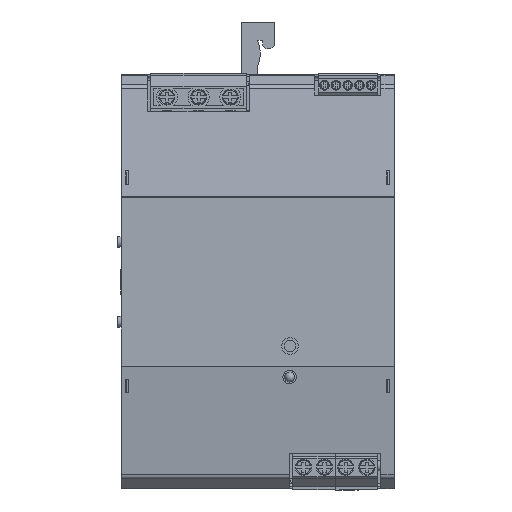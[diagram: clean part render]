
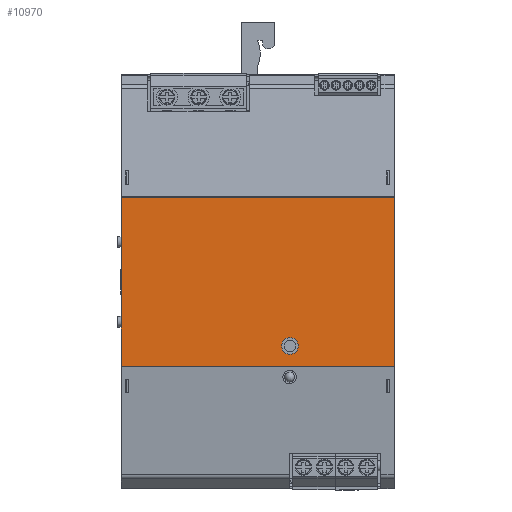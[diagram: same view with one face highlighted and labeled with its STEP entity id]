
A CAD part, front view. The second image highlights one B-rep face of the part: STEP entity #10970.
In plain terms, the highlighted planar face has unit normal (0, -1, 0).
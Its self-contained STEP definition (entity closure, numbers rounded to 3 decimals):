
#10970 = ADVANCED_FACE( '', ( #23952, #23953 ), #23954, .T. );
#23952 = FACE_OUTER_BOUND( '', #47712, .T. );
#23953 = FACE_BOUND( '', #47713, .T. );
#23954 = PLANE( '', #47714 );
#47712 = EDGE_LOOP( '', ( #86553, #86554, #86555, #86556 ) );
#47713 = EDGE_LOOP( '', ( #86557 ) );
#47714 = AXIS2_PLACEMENT_3D( '', #86558, #86559, #86560 );
#86553 = ORIENTED_EDGE( '', *, *, #103511, .F. );
#86554 = ORIENTED_EDGE( '', *, *, #104676, .F. );
#86555 = ORIENTED_EDGE( '', *, *, #100824, .T. );
#86556 = ORIENTED_EDGE( '', *, *, #102278, .T. );
#86557 = ORIENTED_EDGE( '', *, *, #94103, .F. );
#86558 = CARTESIAN_POINT( '', ( 41., -55.11, 25.39 ) );
#86559 = DIRECTION( '', ( 0., -1., 0. ) );
#86560 = DIRECTION( '', ( 1., 0., 0. ) );
#94103 = EDGE_CURVE( '', #111459, #111459, #111460, .T. );
#100824 = EDGE_CURVE( '', #123056, #123054, #123057, .T. );
#102278 = EDGE_CURVE( '', #123054, #125455, #125458, .T. );
#103511 = EDGE_CURVE( '', #127225, #125455, #127227, .T. );
#104676 = EDGE_CURVE( '', #123056, #127225, #128846, .T. );
#111459 = VERTEX_POINT( '', #136595 );
#111460 = CIRCLE( '', #136596, 2.5 );
#123054 = VERTEX_POINT( '', #154601 );
#123056 = VERTEX_POINT( '', #154603 );
#123057 = LINE( '', #154604, #154605 );
#125455 = VERTEX_POINT( '', #158433 );
#125458 = LINE( '', #158436, #158437 );
#127225 = VERTEX_POINT( '', #161241 );
#127227 = LINE( '', #161243, #161244 );
#128846 = LINE( '', #163708, #163709 );
#136595 = CARTESIAN_POINT( '', ( 7.195, -55.11, -19.266 ) );
#136596 = AXIS2_PLACEMENT_3D( '', #174795, #174796, #174797 );
#154601 = CARTESIAN_POINT( '', ( 41., -55.11, 25.322 ) );
#154603 = CARTESIAN_POINT( '', ( 41., -55.11, -25.322 ) );
#154604 = CARTESIAN_POINT( '', ( 41., -55.11, 25.39 ) );
#154605 = VECTOR( '', #180349, 1000. );
#158433 = CARTESIAN_POINT( '', ( -41., -55.11, 25.322 ) );
#158436 = CARTESIAN_POINT( '', ( 41., -55.11, 25.322 ) );
#158437 = VECTOR( '', #181689, 1000. );
#161241 = CARTESIAN_POINT( '', ( -41., -55.11, -25.322 ) );
#161243 = CARTESIAN_POINT( '', ( -41., -55.11, 25.39 ) );
#161244 = VECTOR( '', #182629, 1000. );
#163708 = CARTESIAN_POINT( '', ( 41., -55.11, -25.322 ) );
#163709 = VECTOR( '', #183530, 1000. );
#174795 = CARTESIAN_POINT( '', ( 9.695, -55.11, -19.266 ) );
#174796 = DIRECTION( '', ( 0., -1., 0. ) );
#174797 = DIRECTION( '', ( -1., 0., 0. ) );
#180349 = DIRECTION( '', ( 0., 0., 1. ) );
#181689 = DIRECTION( '', ( -1., 0., 0. ) );
#182629 = DIRECTION( '', ( 0., 0., 1. ) );
#183530 = DIRECTION( '', ( -1., 0., 0. ) );
